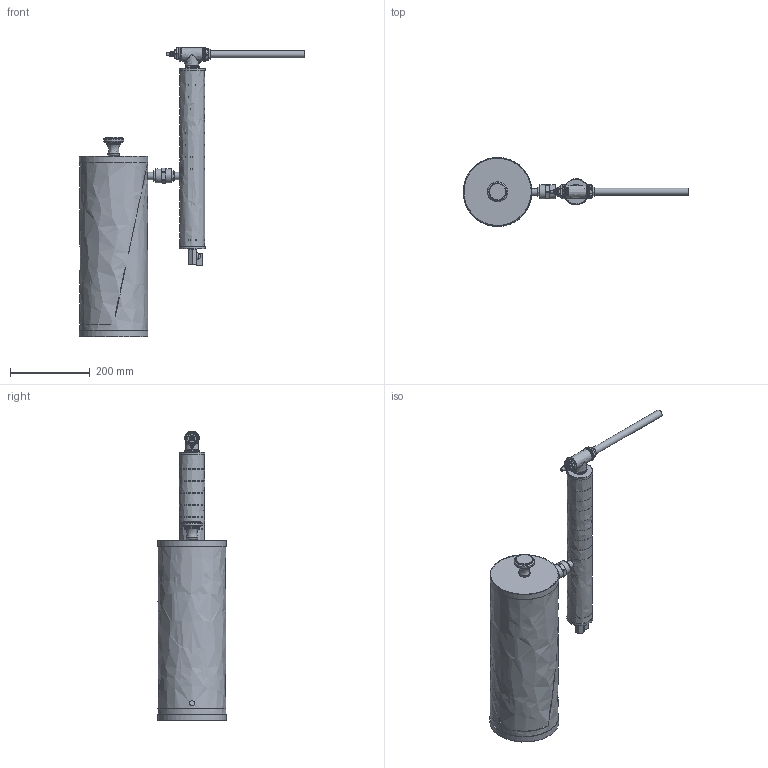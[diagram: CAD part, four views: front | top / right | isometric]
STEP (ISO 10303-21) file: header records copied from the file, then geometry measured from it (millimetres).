
FILE_DESCRIPTION(('FreeCAD Model'),'2;1');
FILE_NAME('Open CASCADE Shape Model','2025-04-29T16:11:49',('FreeCAD'),( 'FreeCAD'),'Open CASCADE STEP processor 7.6','FreeCAD','Unknown');
FILE_SCHEMA(('AUTOMOTIVE_DESIGN { 1 0 10303 214 1 1 1 1 }'));
Products named in the file (1): Open CASCADE STEP translator 7.6 1
Bounding box: 567.25 x 172.94 x 729 mm (x, y, z)
Volume: 702729.1 mm3; surface area: 1089271.3 mm2
Topology: 39 solids, 39 shells, 793 faces, 1958 edges, 1266 vertices
Faces by surface type: bspline 793
Entity records: 50689 total; most frequent: CARTESIAN_POINT 39046, ORIENTED_EDGE 3916, EDGE_CURVE 1958, VERTEX_POINT 1266, FACE_BOUND 1106, EDGE_LOOP 1106, B_SPLINE_CURVE_WITH_KNOTS 1102, ADVANCED_FACE 793
